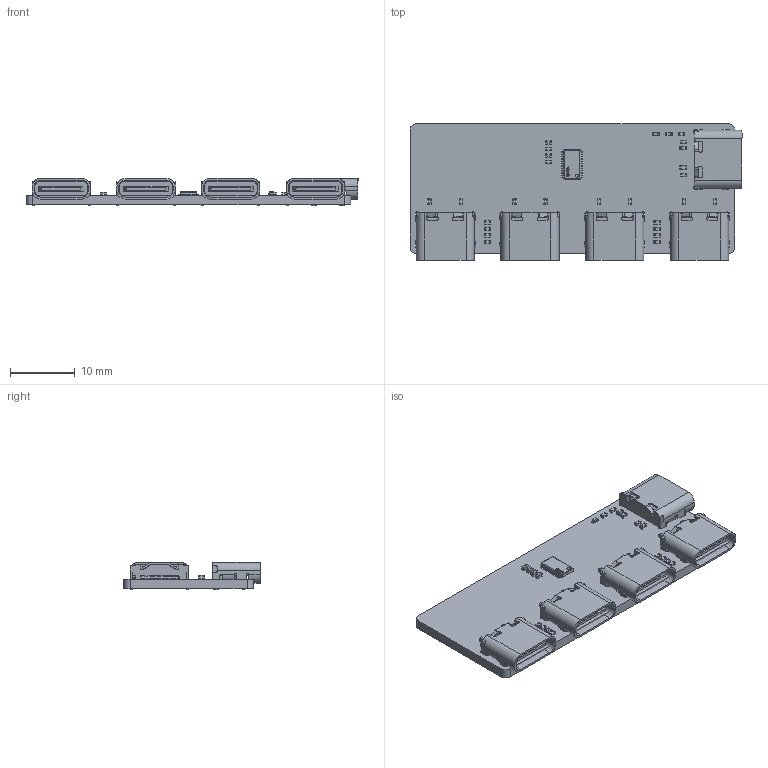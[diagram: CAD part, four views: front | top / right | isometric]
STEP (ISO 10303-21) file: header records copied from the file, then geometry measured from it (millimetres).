
FILE_DESCRIPTION(('KiCad electronic assembly'),'2;1');
FILE_NAME('USB-HUB(SL2.1A).step','2025-12-27T22:26:56',('Pcbnew'),( 'Kicad'),'Open CASCADE STEP processor 7.9','KiCad to STEP converter' ,'Unknown');
FILE_SCHEMA(('AUTOMOTIVE_DESIGN { 1 0 10303 214 1 1 1 1 }'));
Length unit declared in the file: millimetre
Products named in the file (7): USB-HUB(SL2.1A) 1; R_0402_1005Metric; C_0402_1005Metric; USB-C-SMD_TYPE-C-6PIN-2MD-073; LED_0402_1005Metric; SSOP-16_L4.6-W2.6-P0.53-LS4.0-BL; USB-HUB(SL2.1A)_PCB
Assembly tree (34 placements, depth 2):
  USB-HUB(SL2.1A) 1
    R_0402_1005Metric  x12
    C_0402_1005Metric  x14
    USB-C-SMD_TYPE-C-6PIN-2MD-073  x5
    LED_0402_1005Metric
    SSOP-16_L4.6-W2.6-P0.53-LS4.0-BL
    USB-HUB(SL2.1A)_PCB
Bounding box: 51.12 x 21.03 x 4.16 mm (x, y, z)
Volume: 2074.9 mm3; surface area: 4738.5 mm2
Topology: 52 solids, 52 shells, 2924 faces, 8086 edges, 5328 vertices
Faces by surface type: plane 1906, cylinder 788, bspline 182, cone 40, sphere 8
Full cylindrical faces by diameter (mm): 0.7 x10
Entity records: 42036 total; most frequent: CARTESIAN_POINT 8921, ORIENTED_EDGE 5812, DIRECTION 5014, EDGE_CURVE 2906, LINE 2152, VECTOR 2152, VERTEX_POINT 1916, AXIS2_PLACEMENT_3D 1431
